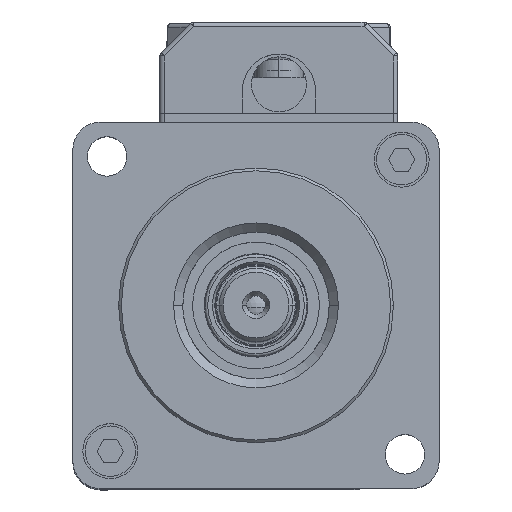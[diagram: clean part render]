
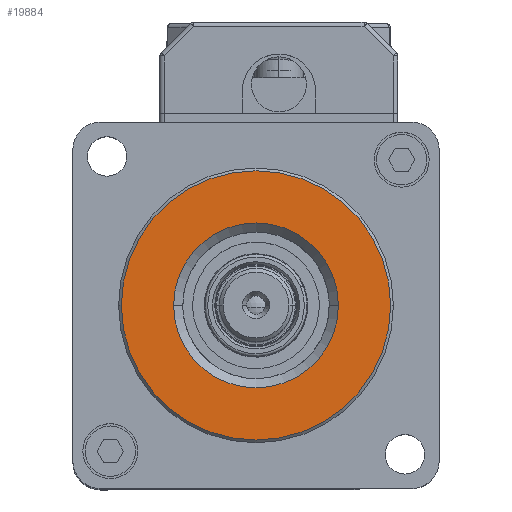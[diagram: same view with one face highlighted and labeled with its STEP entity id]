
A CAD part, top view. The second image highlights one B-rep face of the part: STEP entity #19884.
In plain terms, the highlighted planar face has unit normal (0, 0, 1).
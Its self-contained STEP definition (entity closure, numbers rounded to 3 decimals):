
#163 = AXIS2_PLACEMENT_3D ( 'NONE', #14098, #1819, #16212 ) ;
#401 = CARTESIAN_POINT ( 'NONE',  ( 0., 0., 56.5 ) ) ;
#670 = DIRECTION ( 'NONE',  ( 0., 0., -1. ) ) ;
#1259 = EDGE_CURVE ( 'NONE', #12264, #16539, #2032, .T. ) ;
#1728 = PLANE ( 'NONE',  #163 ) ;
#1819 = DIRECTION ( 'NONE',  ( 0., 0., -1. ) ) ;
#1960 = FACE_BOUND ( 'NONE', #4630, .T. ) ;
#2032 = CIRCLE ( 'NONE', #10684, 14.7 ) ;
#2254 = DIRECTION ( 'NONE',  ( 0., 0., -1. ) ) ;
#2499 = DIRECTION ( 'NONE',  ( -1., 0., 0. ) ) ;
#3017 = AXIS2_PLACEMENT_3D ( 'NONE', #12975, #670, #15110 ) ;
#4630 = EDGE_LOOP ( 'NONE', ( #19991, #17578 ) ) ;
#5025 = AXIS2_PLACEMENT_3D ( 'NONE', #401, #14842, #2499 ) ;
#6061 = CIRCLE ( 'NONE', #5025, 14.7 ) ;
#9451 = ORIENTED_EDGE ( 'NONE', *, *, #1259, .T. ) ;
#10684 = AXIS2_PLACEMENT_3D ( 'NONE', #22704, #14749, #14807 ) ;
#11069 = CARTESIAN_POINT ( 'NONE',  ( 9., 0., 56.5 ) ) ;
#12264 = VERTEX_POINT ( 'NONE', #18631 ) ;
#12337 = EDGE_CURVE ( 'NONE', #16539, #12264, #6061, .T. ) ;
#12510 = CARTESIAN_POINT ( 'NONE',  ( -9., 0., 56.5 ) ) ;
#12975 = CARTESIAN_POINT ( 'NONE',  ( 0., 0., 56.5 ) ) ;
#13160 = ORIENTED_EDGE ( 'NONE', *, *, #12337, .T. ) ;
#14098 = CARTESIAN_POINT ( 'NONE',  ( 0., 0., 56.5 ) ) ;
#14404 = CARTESIAN_POINT ( 'NONE',  ( -14.7, 0., 56.5 ) ) ;
#14567 = CARTESIAN_POINT ( 'NONE',  ( 0., 0., 56.5 ) ) ;
#14671 = CIRCLE ( 'NONE', #3017, 9. ) ;
#14749 = DIRECTION ( 'NONE',  ( 0., 0., 1. ) ) ;
#14807 = DIRECTION ( 'NONE',  ( -1., 0., 0. ) ) ;
#14842 = DIRECTION ( 'NONE',  ( 0., 0., 1. ) ) ;
#15077 = VERTEX_POINT ( 'NONE', #11069 ) ;
#15110 = DIRECTION ( 'NONE',  ( -1., 0., 0. ) ) ;
#16212 = DIRECTION ( 'NONE',  ( -1., 0., 0. ) ) ;
#16539 = VERTEX_POINT ( 'NONE', #14404 ) ;
#16634 = DIRECTION ( 'NONE',  ( -1., 0., 0. ) ) ;
#17578 = ORIENTED_EDGE ( 'NONE', *, *, #22718, .T. ) ;
#17756 = FACE_OUTER_BOUND ( 'NONE', #25284, .T. ) ;
#18631 = CARTESIAN_POINT ( 'NONE',  ( 14.7, 0., 56.5 ) ) ;
#18745 = EDGE_CURVE ( 'NONE', #15077, #23971, #14671, .T. ) ;
#19884 = ADVANCED_FACE ( 'NONE', ( #17756, #1960 ), #1728, .F. ) ;
#19987 = CIRCLE ( 'NONE', #21603, 9. ) ;
#19991 = ORIENTED_EDGE ( 'NONE', *, *, #18745, .T. ) ;
#21603 = AXIS2_PLACEMENT_3D ( 'NONE', #14567, #2254, #16634 ) ;
#22704 = CARTESIAN_POINT ( 'NONE',  ( 0., 0., 56.5 ) ) ;
#22718 = EDGE_CURVE ( 'NONE', #23971, #15077, #19987, .T. ) ;
#23971 = VERTEX_POINT ( 'NONE', #12510 ) ;
#25284 = EDGE_LOOP ( 'NONE', ( #13160, #9451 ) ) ;
